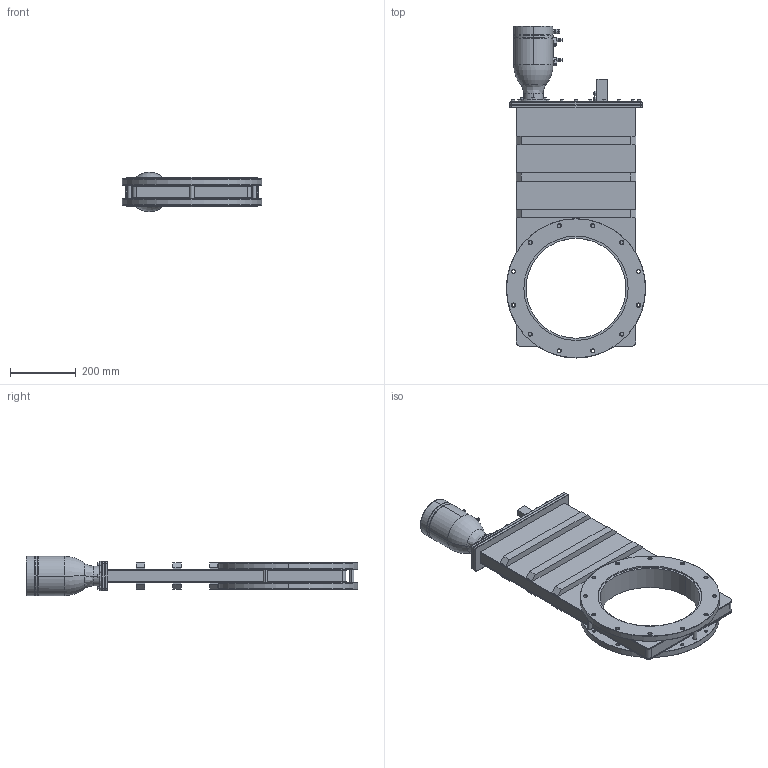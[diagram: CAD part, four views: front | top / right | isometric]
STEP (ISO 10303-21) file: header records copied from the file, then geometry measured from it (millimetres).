
FILE_DESCRIPTION (( 'STEP AP203' ), '1' );
FILE_NAME ('GVP-12002-ISO.STEP', '2009-08-05T19:06:53', ( 'San Diego' ), ( 'Nor-Cal Products, Inc.' ), 'SwSTEP 2.0', 'SolidWorks 2007', '' );
FILE_SCHEMA (( 'CONFIG_CONTROL_DESIGN' ));
Length unit declared in the file: inch
Products named in the file (1): GVP-12002-ISO
Bounding box: 424.94 x 1012.72 x 120.4 mm (x, y, z)
Volume: 14371103.6 mm3; surface area: 933562.4 mm2
Topology: 1 solids, 1 shells, 841 faces, 1988 edges, 1247 vertices
Faces by surface type: plane 412, cylinder 237, cone 174, bspline 16, torus 2
Entity records: 27373 total; most frequent: CARTESIAN_POINT 8181, ORIENTED_EDGE 3976, DIRECTION 3833, EDGE_CURVE 1988, AXIS2_PLACEMENT_3D 1357, VERTEX_POINT 1247, VECTOR 1119, LINE 1119
